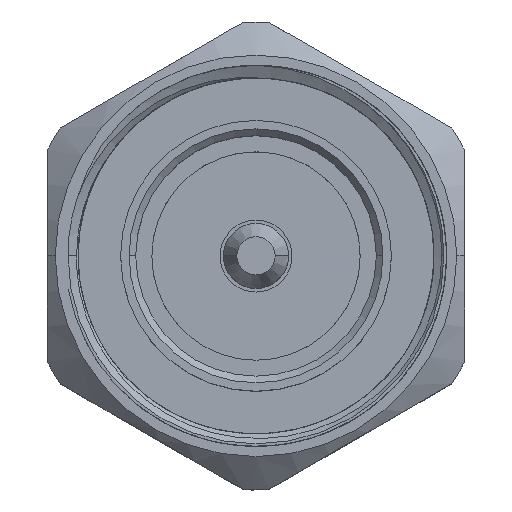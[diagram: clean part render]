
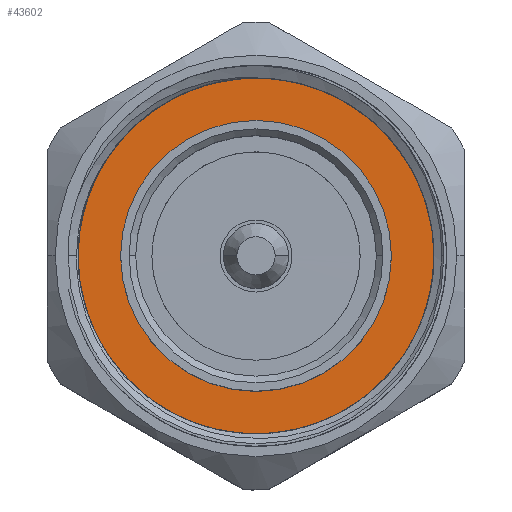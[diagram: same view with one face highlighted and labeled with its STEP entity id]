
A CAD part, top view. The second image highlights one B-rep face of the part: STEP entity #43602.
In plain terms, the highlighted face is planar.
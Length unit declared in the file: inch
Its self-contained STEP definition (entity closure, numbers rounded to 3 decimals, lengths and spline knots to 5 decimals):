
#1124 = AXIS2_PLACEMENT_3D ( 'NONE', #55686, #43610, #60178 ) ;
#2008 = AXIS2_PLACEMENT_3D ( 'NONE', #32789, #33139, #49031 ) ;
#2076 = VERTEX_POINT ( 'NONE', #14026 ) ;
#3609 = AXIS2_PLACEMENT_3D ( 'NONE', #61488, #62773, #39282 ) ;
#3799 = PLANE ( 'NONE',  #3609 ) ;
#4096 = VERTEX_POINT ( 'NONE', #9741 ) ;
#4669 = ORIENTED_EDGE ( 'NONE', *, *, #33457, .T. ) ;
#5304 = VERTEX_POINT ( 'NONE', #28698 ) ;
#8857 = ORIENTED_EDGE ( 'NONE', *, *, #15100, .F. ) ;
#9741 = CARTESIAN_POINT ( 'NONE',  ( 0.39764, 0., 0.40551 ) ) ;
#11721 = EDGE_LOOP ( 'NONE', ( #4669, #60835 ) ) ;
#14026 = CARTESIAN_POINT ( 'NONE',  ( 0.39764, 0., -0.57237 ) ) ;
#14043 = EDGE_CURVE ( 'NONE', #4096, #44653, #62900, .T. ) ;
#15100 = EDGE_CURVE ( 'NONE', #44653, #4096, #68564, .T. ) ;
#15786 = CIRCLE ( 'NONE', #1124, 0.57237 ) ;
#18448 = DIRECTION ( 'NONE',  ( 0., 0., 1. ) ) ;
#18758 = FACE_OUTER_BOUND ( 'NONE', #11721, .T. ) ;
#20759 = EDGE_LOOP ( 'NONE', ( #8857, #56543 ) ) ;
#28290 = EDGE_CURVE ( 'NONE', #2076, #5304, #15786, .T. ) ;
#28698 = CARTESIAN_POINT ( 'NONE',  ( 0.39764, 0., 0.57237 ) ) ;
#29058 = DIRECTION ( 'NONE',  ( -1., 0., 0. ) ) ;
#30482 = CARTESIAN_POINT ( 'NONE',  ( 0.39764, 0., 0. ) ) ;
#32038 = CIRCLE ( 'NONE', #60250, 0.57237 ) ;
#32789 = CARTESIAN_POINT ( 'NONE',  ( 0.39764, 0., 0. ) ) ;
#33139 = DIRECTION ( 'NONE',  ( -1., 0., 0. ) ) ;
#33457 = EDGE_CURVE ( 'NONE', #5304, #2076, #32038, .T. ) ;
#35330 = CARTESIAN_POINT ( 'NONE',  ( 0.39764, 0., -0.40551 ) ) ;
#39282 = DIRECTION ( 'NONE',  ( 0., 0., 1. ) ) ;
#41780 = DIRECTION ( 'NONE',  ( -1., 0., 0. ) ) ;
#43602 = ADVANCED_FACE ( 'NONE', ( #18758, #66098 ), #3799, .T. ) ;
#43610 = DIRECTION ( 'NONE',  ( -1., 0., 0. ) ) ;
#44653 = VERTEX_POINT ( 'NONE', #35330 ) ;
#46374 = DIRECTION ( 'NONE',  ( 0., 0., 1. ) ) ;
#48265 = AXIS2_PLACEMENT_3D ( 'NONE', #55896, #29058, #18448 ) ;
#49031 = DIRECTION ( 'NONE',  ( 0., 0., 1. ) ) ;
#55686 = CARTESIAN_POINT ( 'NONE',  ( 0.39764, 0., 0. ) ) ;
#55896 = CARTESIAN_POINT ( 'NONE',  ( 0.39764, 0., 0. ) ) ;
#56543 = ORIENTED_EDGE ( 'NONE', *, *, #14043, .F. ) ;
#60178 = DIRECTION ( 'NONE',  ( 0., 0., 1. ) ) ;
#60250 = AXIS2_PLACEMENT_3D ( 'NONE', #30482, #41780, #46374 ) ;
#60835 = ORIENTED_EDGE ( 'NONE', *, *, #28290, .T. ) ;
#61488 = CARTESIAN_POINT ( 'NONE',  ( 0.39764, 0., 0. ) ) ;
#62773 = DIRECTION ( 'NONE',  ( -1., 0., 0. ) ) ;
#62900 = CIRCLE ( 'NONE', #48265, 0.40551 ) ;
#66098 = FACE_BOUND ( 'NONE', #20759, .T. ) ;
#68564 = CIRCLE ( 'NONE', #2008, 0.40551 ) ;
